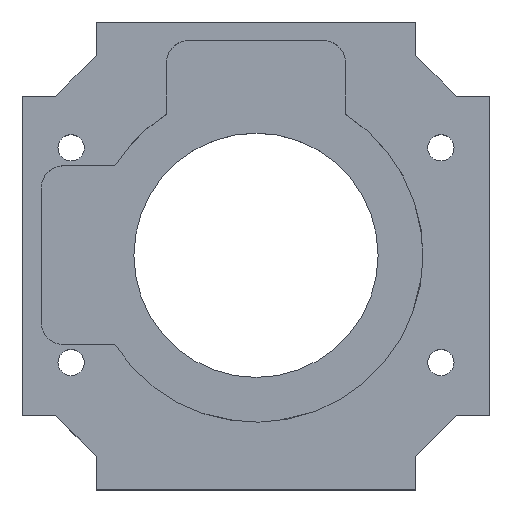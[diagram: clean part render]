
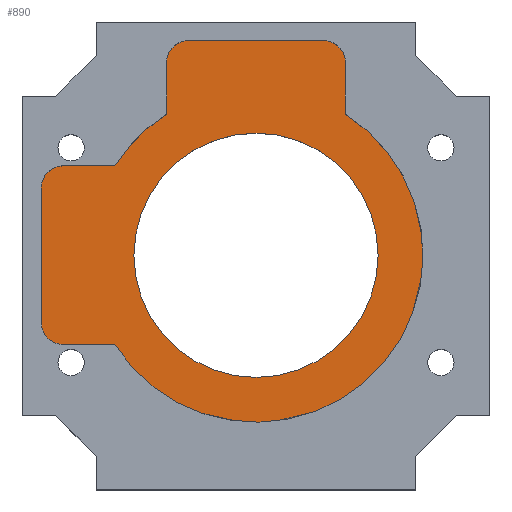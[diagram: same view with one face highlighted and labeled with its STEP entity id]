
A CAD part, top view. The second image highlights one B-rep face of the part: STEP entity #890.
In plain terms, the highlighted planar face has unit normal (0, 0, 1).
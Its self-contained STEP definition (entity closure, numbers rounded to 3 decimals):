
#19=LINE('',#1321,#106);
#21=LINE('',#1334,#108);
#31=LINE('',#1421,#118);
#36=LINE('',#1434,#123);
#38=LINE('',#1442,#125);
#41=LINE('',#1447,#128);
#45=LINE('',#1459,#132);
#49=LINE('',#1471,#136);
#51=LINE('',#1479,#138);
#54=LINE('',#1484,#141);
#106=VECTOR('',#1032,10.);
#108=VECTOR('',#1048,10.);
#118=VECTOR('',#1108,10.);
#123=VECTOR('',#1121,10.);
#125=VECTOR('',#1131,10.);
#128=VECTOR('',#1134,10.);
#132=VECTOR('',#1146,10.);
#136=VECTOR('',#1158,10.);
#138=VECTOR('',#1168,10.);
#141=VECTOR('',#1171,10.);
#212=FACE_BOUND('',#306,.T.);
#253=FACE_OUTER_BOUND('',#305,.T.);
#305=EDGE_LOOP('',(#691,#692,#693,#694,#695,#696,#697,#698,#699,#700,#701,
#702,#703,#704,#705,#706));
#306=EDGE_LOOP('',(#707));
#361=CIRCLE('',#971,17.78);
#363=CIRCLE('',#975,2.381);
#365=CIRCLE('',#979,2.381);
#367=CIRCLE('',#983,17.78);
#369=CIRCLE('',#987,2.381);
#371=CIRCLE('',#991,2.381);
#372=CIRCLE('',#993,13.);
#378=VERTEX_POINT('',#1319);
#379=VERTEX_POINT('',#1320);
#382=VERTEX_POINT('',#1332);
#383=VERTEX_POINT('',#1333);
#400=VERTEX_POINT('',#1418);
#401=VERTEX_POINT('',#1420);
#403=VERTEX_POINT('',#1426);
#405=VERTEX_POINT('',#1432);
#407=VERTEX_POINT('',#1438);
#409=VERTEX_POINT('',#1445);
#411=VERTEX_POINT('',#1451);
#413=VERTEX_POINT('',#1457);
#415=VERTEX_POINT('',#1463);
#417=VERTEX_POINT('',#1469);
#419=VERTEX_POINT('',#1475);
#421=VERTEX_POINT('',#1482);
#422=VERTEX_POINT('',#1489);
#462=EDGE_CURVE('',#378,#379,#19,.T.);
#468=EDGE_CURVE('',#382,#383,#21,.T.);
#494=EDGE_CURVE('',#400,#401,#31,.T.);
#498=EDGE_CURVE('',#403,#400,#361,.T.);
#501=EDGE_CURVE('',#405,#403,#36,.T.);
#504=EDGE_CURVE('',#407,#405,#363,.T.);
#505=EDGE_CURVE('',#383,#407,#38,.T.);
#508=EDGE_CURVE('',#409,#382,#41,.T.);
#511=EDGE_CURVE('',#411,#409,#365,.T.);
#514=EDGE_CURVE('',#413,#411,#45,.T.);
#517=EDGE_CURVE('',#415,#413,#367,.T.);
#520=EDGE_CURVE('',#417,#415,#49,.T.);
#523=EDGE_CURVE('',#419,#417,#369,.T.);
#524=EDGE_CURVE('',#379,#419,#51,.T.);
#527=EDGE_CURVE('',#421,#378,#54,.T.);
#529=EDGE_CURVE('',#401,#421,#371,.T.);
#530=EDGE_CURVE('',#422,#422,#372,.T.);
#691=ORIENTED_EDGE('',*,*,#529,.F.);
#692=ORIENTED_EDGE('',*,*,#494,.F.);
#693=ORIENTED_EDGE('',*,*,#498,.F.);
#694=ORIENTED_EDGE('',*,*,#501,.F.);
#695=ORIENTED_EDGE('',*,*,#504,.F.);
#696=ORIENTED_EDGE('',*,*,#505,.F.);
#697=ORIENTED_EDGE('',*,*,#468,.F.);
#698=ORIENTED_EDGE('',*,*,#508,.F.);
#699=ORIENTED_EDGE('',*,*,#511,.F.);
#700=ORIENTED_EDGE('',*,*,#514,.F.);
#701=ORIENTED_EDGE('',*,*,#517,.F.);
#702=ORIENTED_EDGE('',*,*,#520,.F.);
#703=ORIENTED_EDGE('',*,*,#523,.F.);
#704=ORIENTED_EDGE('',*,*,#524,.F.);
#705=ORIENTED_EDGE('',*,*,#462,.F.);
#706=ORIENTED_EDGE('',*,*,#527,.F.);
#707=ORIENTED_EDGE('',*,*,#530,.F.);
#843=PLANE('',#992);
#890=ADVANCED_FACE('',(#253,#212),#843,.T.);
#971=AXIS2_PLACEMENT_3D('',#1428,#1115,#1116);
#975=AXIS2_PLACEMENT_3D('',#1440,#1127,#1128);
#979=AXIS2_PLACEMENT_3D('',#1453,#1140,#1141);
#983=AXIS2_PLACEMENT_3D('',#1465,#1152,#1153);
#987=AXIS2_PLACEMENT_3D('',#1477,#1164,#1165);
#991=AXIS2_PLACEMENT_3D('',#1487,#1176,#1177);
#992=AXIS2_PLACEMENT_3D('',#1488,#1178,#1179);
#993=AXIS2_PLACEMENT_3D('',#1490,#1180,#1181);
#1032=DIRECTION('',(0.,1.,0.));
#1048=DIRECTION('',(1.,0.,0.));
#1108=DIRECTION('',(-1.,0.,0.));
#1115=DIRECTION('center_axis',(0.,0.,-1.));
#1116=DIRECTION('ref_axis',(-0.844,-0.536,0.));
#1121=DIRECTION('',(0.,-1.,0.));
#1127=DIRECTION('center_axis',(0.,0.,-1.));
#1128=DIRECTION('ref_axis',(1.,0.,0.));
#1131=DIRECTION('',(1.,0.,0.));
#1134=DIRECTION('',(1.,0.,0.));
#1140=DIRECTION('center_axis',(0.,0.,-1.));
#1141=DIRECTION('ref_axis',(0.,1.,0.));
#1146=DIRECTION('',(0.,1.,0.));
#1152=DIRECTION('center_axis',(0.,0.,-1.));
#1153=DIRECTION('ref_axis',(-0.536,0.844,0.));
#1158=DIRECTION('',(1.,0.,0.));
#1164=DIRECTION('center_axis',(0.,0.,-1.));
#1165=DIRECTION('ref_axis',(0.,1.,0.));
#1168=DIRECTION('',(0.,1.,0.));
#1171=DIRECTION('',(0.,1.,0.));
#1176=DIRECTION('center_axis',(0.,0.,-1.));
#1177=DIRECTION('ref_axis',(-1.,0.,0.));
#1178=DIRECTION('center_axis',(0.,0.,1.));
#1179=DIRECTION('ref_axis',(1.,0.,0.));
#1180=DIRECTION('center_axis',(0.,0.,1.));
#1181=DIRECTION('ref_axis',(1.,0.,0.));
#1319=CARTESIAN_POINT('',(-43.79,20.339,11.8));
#1320=CARTESIAN_POINT('',(-43.79,21.639,11.8));
#1321=CARTESIAN_POINT('',(-43.79,28.154,11.8));
#1332=CARTESIAN_POINT('',(-21.601,43.87,11.8));
#1333=CARTESIAN_POINT('',(-20.301,43.87,11.8));
#1334=CARTESIAN_POINT('',(-13.786,43.87,11.8));
#1418=CARTESIAN_POINT('',(-35.943,11.485,11.8));
#1420=CARTESIAN_POINT('',(-41.409,11.485,11.8));
#1421=CARTESIAN_POINT('',(-41.409,11.485,11.8));
#1426=CARTESIAN_POINT('',(-11.405,36.023,11.8));
#1428=CARTESIAN_POINT('Origin',(-20.93,21.01,11.8));
#1432=CARTESIAN_POINT('',(-11.405,41.489,11.8));
#1434=CARTESIAN_POINT('',(-11.405,36.023,11.8));
#1438=CARTESIAN_POINT('',(-13.786,43.87,11.8));
#1440=CARTESIAN_POINT('Origin',(-13.786,41.489,11.8));
#1442=CARTESIAN_POINT('',(-13.786,43.87,11.8));
#1445=CARTESIAN_POINT('',(-28.074,43.87,11.8));
#1447=CARTESIAN_POINT('',(-13.786,43.87,11.8));
#1451=CARTESIAN_POINT('',(-30.455,41.489,11.8));
#1453=CARTESIAN_POINT('Origin',(-28.074,41.489,11.8));
#1457=CARTESIAN_POINT('',(-30.455,36.023,11.8));
#1459=CARTESIAN_POINT('',(-30.455,41.489,11.8));
#1463=CARTESIAN_POINT('',(-35.943,30.535,11.8));
#1465=CARTESIAN_POINT('Origin',(-20.93,21.01,11.8));
#1469=CARTESIAN_POINT('',(-41.409,30.535,11.8));
#1471=CARTESIAN_POINT('',(-35.943,30.535,11.8));
#1475=CARTESIAN_POINT('',(-43.79,28.154,11.8));
#1477=CARTESIAN_POINT('Origin',(-41.409,28.154,11.8));
#1479=CARTESIAN_POINT('',(-43.79,28.154,11.8));
#1482=CARTESIAN_POINT('',(-43.79,13.866,11.8));
#1484=CARTESIAN_POINT('',(-43.79,28.154,11.8));
#1487=CARTESIAN_POINT('Origin',(-41.409,13.866,11.8));
#1488=CARTESIAN_POINT('Origin',(-23.47,23.55,11.8));
#1489=CARTESIAN_POINT('',(-33.93,21.01,11.8));
#1490=CARTESIAN_POINT('Origin',(-20.93,21.01,11.8));
